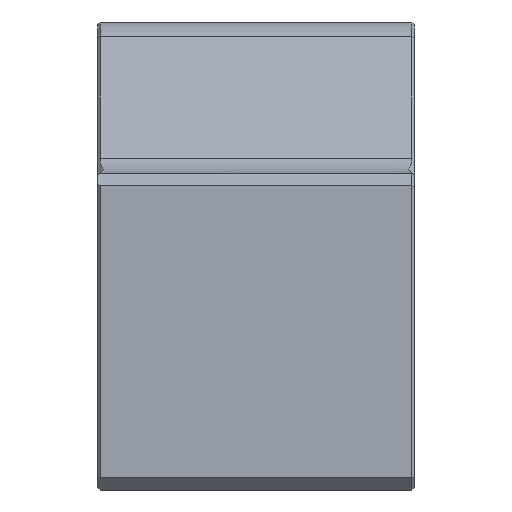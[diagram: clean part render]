
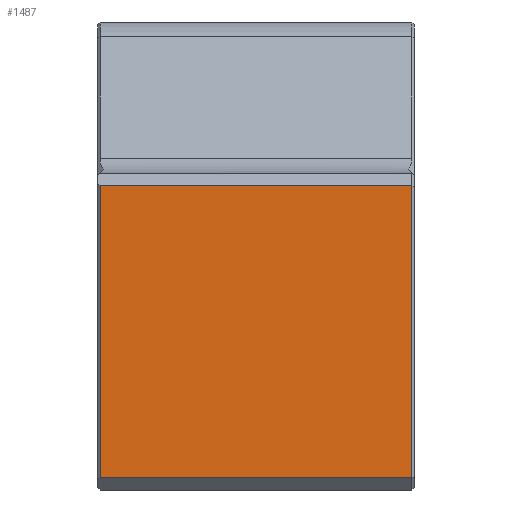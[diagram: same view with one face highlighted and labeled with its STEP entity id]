
A CAD part, front view. The second image highlights one B-rep face of the part: STEP entity #1487.
In plain terms, the highlighted planar face has unit normal (0, -1, 0).
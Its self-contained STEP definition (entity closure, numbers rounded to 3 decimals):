
#71 = DIRECTION ( 'NONE',  ( -1., 0., 0. ) ) ;
#129 = DIRECTION ( 'NONE',  ( 0., 1., 0. ) ) ;
#138 = ORIENTED_EDGE ( 'NONE', *, *, #994, .T. ) ;
#174 = CARTESIAN_POINT ( 'NONE',  ( -12.5, 0., -24.4 ) ) ;
#305 = VERTEX_POINT ( 'NONE', #1856 ) ;
#317 = FACE_OUTER_BOUND ( 'NONE', #1113, .T. ) ;
#329 = AXIS2_PLACEMENT_3D ( 'NONE', #1834, #129, #900 ) ;
#485 = CARTESIAN_POINT ( 'NONE',  ( 12.5, 0., -24.4 ) ) ;
#486 = CARTESIAN_POINT ( 'NONE',  ( -12.7, 0., -24.4 ) ) ;
#637 = CARTESIAN_POINT ( 'NONE',  ( 12.5, 0., -25.4 ) ) ;
#638 = EDGE_CURVE ( 'NONE', #1940, #1416, #2190, .T. ) ;
#836 = CARTESIAN_POINT ( 'NONE',  ( -12.5, 0., -1. ) ) ;
#900 = DIRECTION ( 'NONE',  ( 0., 0., 1. ) ) ;
#903 = VECTOR ( 'NONE', #944, 1000. ) ;
#923 = CARTESIAN_POINT ( 'NONE',  ( -12.5, 0., -24.4 ) ) ;
#944 = DIRECTION ( 'NONE',  ( 0., 0., -1. ) ) ;
#975 = EDGE_CURVE ( 'NONE', #1416, #305, #2340, .T. ) ;
#994 = EDGE_CURVE ( 'NONE', #305, #2391, #1031, .T. ) ;
#1031 = LINE ( 'NONE', #1780, #2369 ) ;
#1088 = PLANE ( 'NONE',  #329 ) ;
#1113 = EDGE_LOOP ( 'NONE', ( #2450, #1632, #138, #2213 ) ) ;
#1186 = VECTOR ( 'NONE', #1251, 1000. ) ;
#1251 = DIRECTION ( 'NONE',  ( 1., 0., 0. ) ) ;
#1397 = DIRECTION ( 'NONE',  ( 0., 0., 1. ) ) ;
#1416 = VERTEX_POINT ( 'NONE', #485 ) ;
#1487 = ADVANCED_FACE ( 'NONE', ( #317 ), #1088, .F. ) ;
#1632 = ORIENTED_EDGE ( 'NONE', *, *, #975, .T. ) ;
#1780 = CARTESIAN_POINT ( 'NONE',  ( -12.7, 0., -1. ) ) ;
#1834 = CARTESIAN_POINT ( 'NONE',  ( -12.7, 0., -25.4 ) ) ;
#1856 = CARTESIAN_POINT ( 'NONE',  ( 12.5, 0., -1. ) ) ;
#1881 = LINE ( 'NONE', #174, #903 ) ;
#1940 = VERTEX_POINT ( 'NONE', #923 ) ;
#2048 = VECTOR ( 'NONE', #1397, 1000. ) ;
#2190 = LINE ( 'NONE', #486, #1186 ) ;
#2197 = EDGE_CURVE ( 'NONE', #2391, #1940, #1881, .T. ) ;
#2213 = ORIENTED_EDGE ( 'NONE', *, *, #2197, .T. ) ;
#2340 = LINE ( 'NONE', #637, #2048 ) ;
#2369 = VECTOR ( 'NONE', #71, 1000. ) ;
#2391 = VERTEX_POINT ( 'NONE', #836 ) ;
#2450 = ORIENTED_EDGE ( 'NONE', *, *, #638, .T. ) ;
